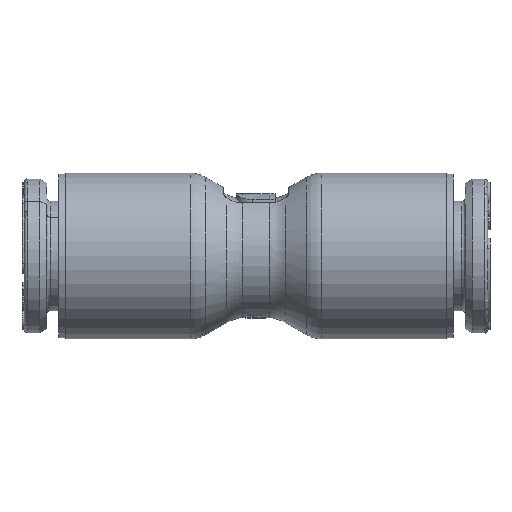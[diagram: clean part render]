
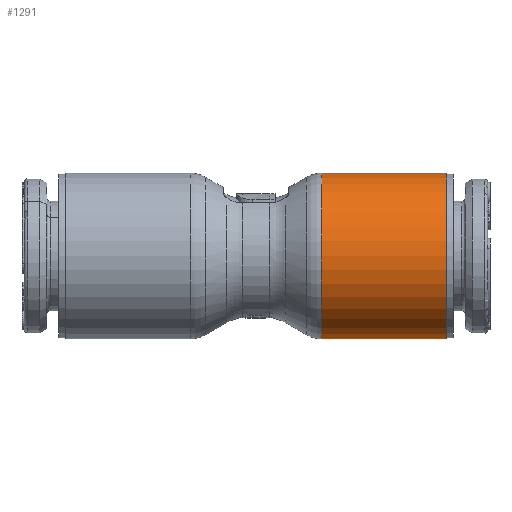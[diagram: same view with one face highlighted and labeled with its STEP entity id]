
A CAD part, top view. The second image highlights one B-rep face of the part: STEP entity #1291.
In plain terms, the highlighted cylindrical face has radius 5.325 mm (diameter 10.65 mm), a partial arc.
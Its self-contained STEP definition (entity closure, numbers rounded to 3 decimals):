
#1291=ADVANCED_FACE('',(#3613),#3614,.T.);
#3613=FACE_OUTER_BOUND('',#9029,.T.);
#3614=CYLINDRICAL_SURFACE('',#9030,5.325);
#9029=EDGE_LOOP('',(#17792,#17793,#17794,#17795));
#9030=AXIS2_PLACEMENT_3D('',#17796,#17797,#17798);
#17792=ORIENTED_EDGE('',*,*,#21958,.T.);
#17793=ORIENTED_EDGE('',*,*,#21959,.F.);
#17794=ORIENTED_EDGE('',*,*,#21960,.F.);
#17795=ORIENTED_EDGE('',*,*,#21961,.T.);
#17796=CARTESIAN_POINT('',(-13.42,0.0,0.0));
#17797=DIRECTION('',(-1.0,-0.0,0.0));
#17798=DIRECTION('',(0.0,-1.0,0.0));
#21958=EDGE_CURVE('',#26988,#26989,#26990,.T.);
#21959=EDGE_CURVE('',#26991,#26989,#26992,.T.);
#21960=EDGE_CURVE('',#26993,#26991,#26994,.T.);
#21961=EDGE_CURVE('',#26993,#26988,#26995,.T.);
#26988=VERTEX_POINT('',#36385);
#26989=VERTEX_POINT('',#36386);
#26990=CIRCLE('',#36387,5.325);
#26991=VERTEX_POINT('',#36388);
#26992=LINE('',#36389,#36390);
#26993=VERTEX_POINT('',#36391);
#26994=CIRCLE('',#36392,5.325);
#26995=LINE('',#36393,#36394);
#36385=CARTESIAN_POINT('',(4.236,5.325,0.0));
#36386=CARTESIAN_POINT('',(4.236,-5.325,0.0));
#36387=AXIS2_PLACEMENT_3D('',#41216,#41217,#41218);
#36388=CARTESIAN_POINT('',(12.2,-5.325,0.0));
#36389=CARTESIAN_POINT('',(12.2,-5.325,0.0));
#36390=VECTOR('',#41219,7.964);
#36391=CARTESIAN_POINT('',(12.2,5.325,0.0));
#36392=AXIS2_PLACEMENT_3D('',#41220,#41221,#41222);
#36393=CARTESIAN_POINT('',(12.2,5.325,0.0));
#36394=VECTOR('',#41223,7.964);
#41216=CARTESIAN_POINT('',(4.236,0.0,0.0));
#41217=DIRECTION('',(1.0,0.0,0.0));
#41218=DIRECTION('',(0.0,1.0,0.0));
#41219=DIRECTION('',(-1.0,0.0,0.0));
#41220=CARTESIAN_POINT('',(12.2,0.0,0.0));
#41221=DIRECTION('',(1.0,0.0,0.0));
#41222=DIRECTION('',(0.0,1.0,0.0));
#41223=DIRECTION('',(-1.0,0.0,0.0));
